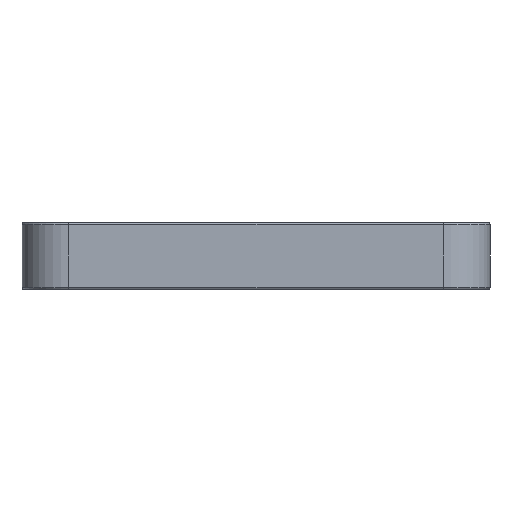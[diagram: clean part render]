
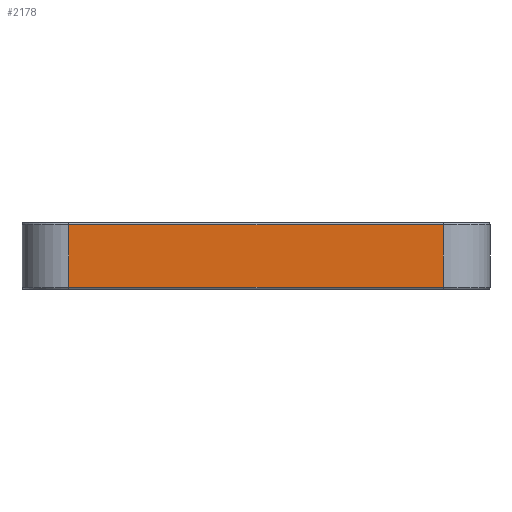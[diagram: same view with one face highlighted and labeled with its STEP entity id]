
A CAD part, front view. The second image highlights one B-rep face of the part: STEP entity #2178.
In plain terms, the highlighted planar face has unit normal (0, -1, 0).
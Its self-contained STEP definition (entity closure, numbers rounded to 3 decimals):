
#37 = VECTOR ( 'NONE', #408, 1000. ) ;
#101 = CARTESIAN_POINT ( 'NONE',  ( -17.5, -19., 5. ) ) ;
#193 = DIRECTION ( 'NONE',  ( -1., 0., 0. ) ) ;
#286 = LINE ( 'NONE', #1598, #812 ) ;
#298 = DIRECTION ( 'NONE',  ( 0., 1., 0. ) ) ;
#309 = CARTESIAN_POINT ( 'NONE',  ( -14., -19., 0.15 ) ) ;
#381 = CARTESIAN_POINT ( 'NONE',  ( -17.5, -19., 4.85 ) ) ;
#408 = DIRECTION ( 'NONE',  ( 1., 0., 0. ) ) ;
#473 = VECTOR ( 'NONE', #193, 1000. ) ;
#559 = LINE ( 'NONE', #381, #473 ) ;
#592 = VERTEX_POINT ( 'NONE', #309 ) ;
#664 = DIRECTION ( 'NONE',  ( 0., 0., 1. ) ) ;
#723 = DIRECTION ( 'NONE',  ( -1., 0., 0. ) ) ;
#749 = VECTOR ( 'NONE', #2492, 1000. ) ;
#797 = ORIENTED_EDGE ( 'NONE', *, *, #1848, .T. ) ;
#812 = VECTOR ( 'NONE', #664, 1000. ) ;
#951 = CARTESIAN_POINT ( 'NONE',  ( 14., -19., 0.15 ) ) ;
#958 = CARTESIAN_POINT ( 'NONE',  ( -14., -19., 5. ) ) ;
#975 = EDGE_CURVE ( 'NONE', #592, #1838, #2149, .T. ) ;
#1387 = FACE_OUTER_BOUND ( 'NONE', #1829, .T. ) ;
#1393 = CARTESIAN_POINT ( 'NONE',  ( -14., -19., 4.85 ) ) ;
#1481 = VERTEX_POINT ( 'NONE', #1393 ) ;
#1592 = EDGE_CURVE ( 'NONE', #1838, #1918, #286, .T. ) ;
#1598 = CARTESIAN_POINT ( 'NONE',  ( 14., -19., 5. ) ) ;
#1610 = LINE ( 'NONE', #958, #749 ) ;
#1656 = PLANE ( 'NONE',  #1913 ) ;
#1674 = ORIENTED_EDGE ( 'NONE', *, *, #1831, .T. ) ;
#1751 = CARTESIAN_POINT ( 'NONE',  ( 14., -19., 0.15 ) ) ;
#1829 = EDGE_LOOP ( 'NONE', ( #1674, #2139, #2200, #797 ) ) ;
#1831 = EDGE_CURVE ( 'NONE', #1481, #592, #1610, .T. ) ;
#1838 = VERTEX_POINT ( 'NONE', #951 ) ;
#1848 = EDGE_CURVE ( 'NONE', #1918, #1481, #559, .T. ) ;
#1913 = AXIS2_PLACEMENT_3D ( 'NONE', #101, #298, #723 ) ;
#1918 = VERTEX_POINT ( 'NONE', #2277 ) ;
#2139 = ORIENTED_EDGE ( 'NONE', *, *, #975, .T. ) ;
#2149 = LINE ( 'NONE', #1751, #37 ) ;
#2178 = ADVANCED_FACE ( 'NONE', ( #1387 ), #1656, .F. ) ;
#2200 = ORIENTED_EDGE ( 'NONE', *, *, #1592, .T. ) ;
#2277 = CARTESIAN_POINT ( 'NONE',  ( 14., -19., 4.85 ) ) ;
#2492 = DIRECTION ( 'NONE',  ( 0., 0., -1. ) ) ;
